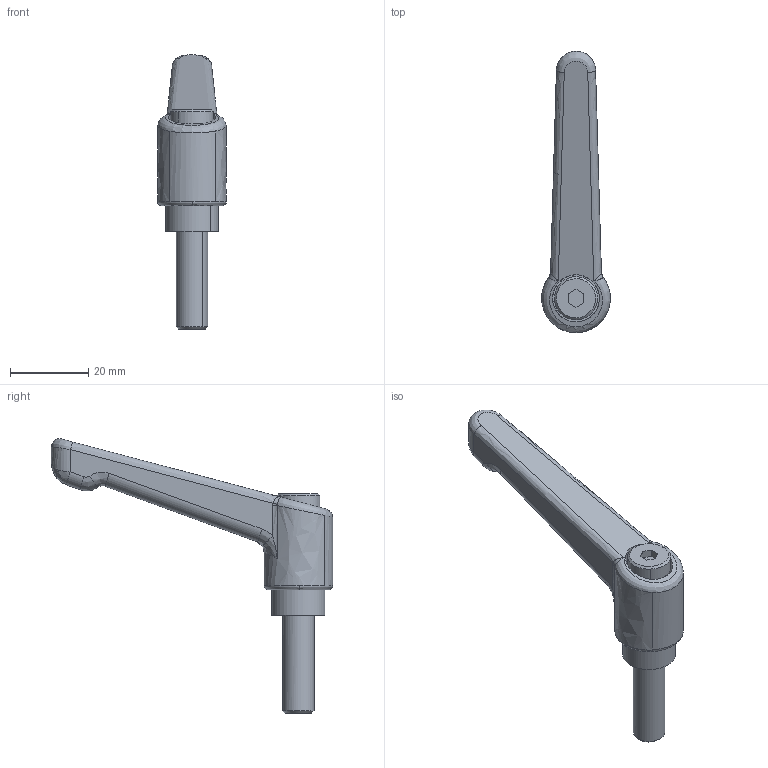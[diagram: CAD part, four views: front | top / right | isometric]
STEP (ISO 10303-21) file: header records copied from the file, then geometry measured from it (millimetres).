
FILE_DESCRIPTION((''),'2;1');
FILE_NAME('','2006-01-16T15:27:19',(''),(''),'','CADfix','');
FILE_SCHEMA(('AUTOMOTIVE_DESIGN'));
Length unit declared in the file: millimetre
Products named in the file (4): sleeve; screw; handle; LDM_8_25_26381_36
Assembly tree (3 placements, depth 2):
  LDM_8_25_26381_36
    sleeve
    screw
    handle
Bounding box: 17.5 x 71.75 x 69.97 mm (x, y, z)
Volume: 13366.1 mm3; surface area: 6643.5 mm2
Topology: 3 solids, 3 shells, 75 faces, 234 edges, 164 vertices
Faces by surface type: bspline 75
Entity records: 4832 total; most frequent: CARTESIAN_POINT 3399, ORIENTED_EDGE 458, EDGE_CURVE 229, VERTEX_POINT 164, B_SPLINE_CURVE_WITH_KNOTS 152, EDGE_LOOP 81, FACE_OUTER_BOUND 75, ADVANCED_FACE 75
